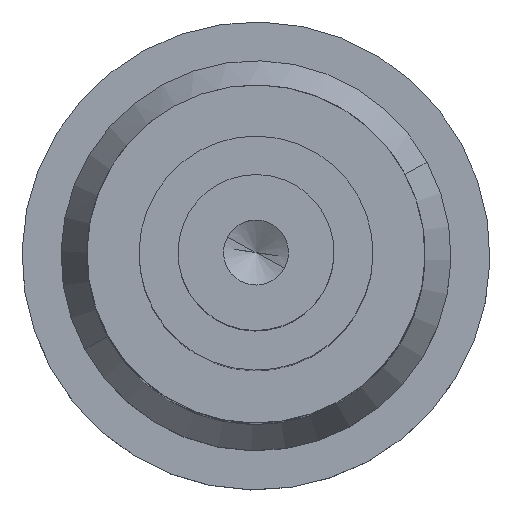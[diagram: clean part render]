
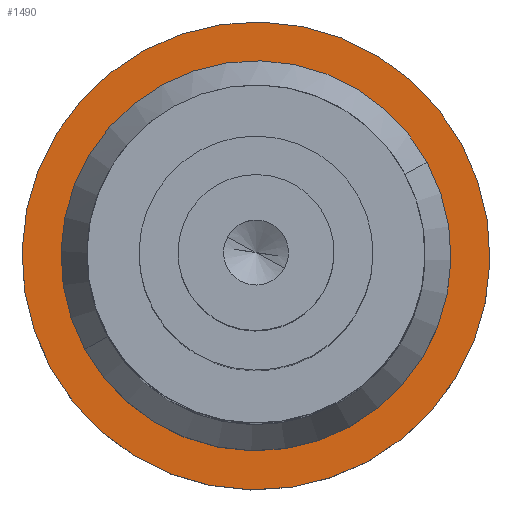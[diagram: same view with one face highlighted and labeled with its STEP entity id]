
A CAD part, top view. The second image highlights one B-rep face of the part: STEP entity #1490.
In plain terms, the highlighted planar face has unit normal (0, 0, 1).
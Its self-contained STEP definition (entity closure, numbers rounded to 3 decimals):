
#1357=CARTESIAN_POINT('Vertex',(6.582,3.596,17.)) ;
#1360=CARTESIAN_POINT('Axis2P3D Location',(0.,0.,17.)) ;
#1364=CARTESIAN_POINT('Vertex',(-6.582,-3.596,17.)) ;
#1379=CARTESIAN_POINT('Axis2P3D Location',(0.,0.,17.)) ;
#1463=CARTESIAN_POINT('Axis2P3D Location',(7.5,0.,17.)) ;
#1468=CARTESIAN_POINT('Axis2P3D Location',(0.,0.,17.)) ;
#1472=CARTESIAN_POINT('Vertex',(-7.898,-4.315,17.)) ;
#1474=CARTESIAN_POINT('Vertex',(7.898,4.315,17.)) ;
#1477=CARTESIAN_POINT('Axis2P3D Location',(0.,0.,17.)) ;
#1361=DIRECTION('Axis2P3D Direction',(0.,0.,1.)) ;
#1380=DIRECTION('Axis2P3D Direction',(0.,0.,1.)) ;
#1464=DIRECTION('Axis2P3D Direction',(0.,0.,1.)) ;
#1465=DIRECTION('Axis2P3D XDirection',(1.,0.,0.)) ;
#1469=DIRECTION('Axis2P3D Direction',(0.,0.,1.)) ;
#1478=DIRECTION('Axis2P3D Direction',(0.,0.,1.)) ;
#1362=AXIS2_PLACEMENT_3D('Circle Axis2P3D',#1360,#1361,$) ;
#1381=AXIS2_PLACEMENT_3D('Circle Axis2P3D',#1379,#1380,$) ;
#1466=AXIS2_PLACEMENT_3D('Plane Axis2P3D',#1463,#1464,#1465) ;
#1470=AXIS2_PLACEMENT_3D('Circle Axis2P3D',#1468,#1469,$) ;
#1479=AXIS2_PLACEMENT_3D('Circle Axis2P3D',#1477,#1478,$) ;
#1483=ORIENTED_EDGE('',*,*,#1476,.T.) ;
#1484=ORIENTED_EDGE('',*,*,#1481,.T.) ;
#1487=ORIENTED_EDGE('',*,*,#1366,.F.) ;
#1488=ORIENTED_EDGE('',*,*,#1383,.F.) ;
#1489=FACE_BOUND('',#1486,.T.) ;
#1490=ADVANCED_FACE('Corps principal',(#1485,#1489),#1467,.T.) ;
#1363=CIRCLE('generated circle',#1362,7.5) ;
#1382=CIRCLE('generated circle',#1381,7.5) ;
#1471=CIRCLE('generated circle',#1470,9.) ;
#1480=CIRCLE('generated circle',#1479,9.) ;
#1366=EDGE_CURVE('',#1358,#1365,#1363,.T.) ;
#1383=EDGE_CURVE('',#1365,#1358,#1382,.T.) ;
#1476=EDGE_CURVE('',#1473,#1475,#1471,.T.) ;
#1481=EDGE_CURVE('',#1475,#1473,#1480,.T.) ;
#1482=EDGE_LOOP('',(#1483,#1484)) ;
#1486=EDGE_LOOP('',(#1487,#1488)) ;
#1485=FACE_OUTER_BOUND('',#1482,.T.) ;
#1467=PLANE('Plane',#1466) ;
#1358=VERTEX_POINT('',#1357) ;
#1365=VERTEX_POINT('',#1364) ;
#1473=VERTEX_POINT('',#1472) ;
#1475=VERTEX_POINT('',#1474) ;
